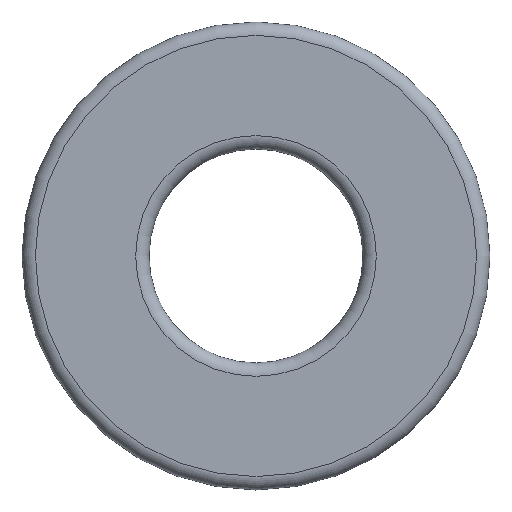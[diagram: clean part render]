
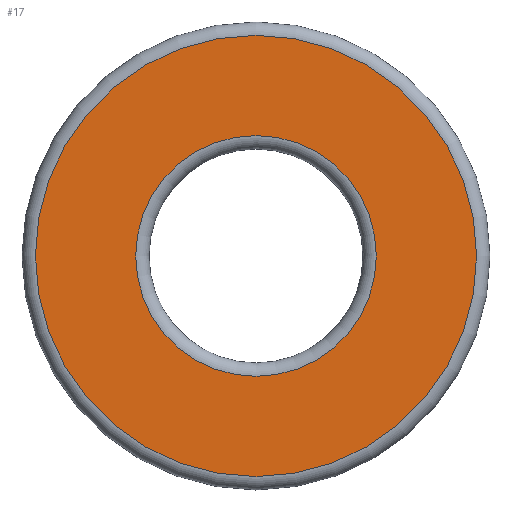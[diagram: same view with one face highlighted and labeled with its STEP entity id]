
A CAD part, top view. The second image highlights one B-rep face of the part: STEP entity #17.
In plain terms, the highlighted planar face has unit normal (0, 0, 1).
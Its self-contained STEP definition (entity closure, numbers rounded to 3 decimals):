
#17 = ADVANCED_FACE('',(#18,#54),#31,.T.);
#18 = FACE_BOUND('',#19,.T.);
#19 = EDGE_LOOP('',(#20));
#20 = ORIENTED_EDGE('',*,*,#21,.T.);
#21 = EDGE_CURVE('',#22,#22,#24,.T.);
#22 = VERTEX_POINT('',#23);
#23 = CARTESIAN_POINT('',(3.3,0.,0.5));
#24 = SURFACE_CURVE('',#25,(#30,#42),.PCURVE_S1.);
#25 = CIRCLE('',#26,3.3);
#26 = AXIS2_PLACEMENT_3D('',#27,#28,#29);
#27 = CARTESIAN_POINT('',(0.,0.,0.5));
#28 = DIRECTION('',(0.,-0.,1.));
#29 = DIRECTION('',(1.,0.,0.));
#30 = PCURVE('',#31,#36);
#31 = PLANE('',#32);
#32 = AXIS2_PLACEMENT_3D('',#33,#34,#35);
#33 = CARTESIAN_POINT('',(0.,0.,0.5));
#34 = DIRECTION('',(0.,0.,1.));
#35 = DIRECTION('',(1.,0.,0.));
#36 = DEFINITIONAL_REPRESENTATION('',(#37),#41);
#37 = CIRCLE('',#38,3.3);
#38 = AXIS2_PLACEMENT_2D('',#39,#40);
#39 = CARTESIAN_POINT('',(0.,0.));
#40 = DIRECTION('',(1.,0.));
#41 = ( GEOMETRIC_REPRESENTATION_CONTEXT(2) 
PARAMETRIC_REPRESENTATION_CONTEXT() REPRESENTATION_CONTEXT('2D SPACE',''
  ) );
#42 = PCURVE('',#43,#48);
#43 = TOROIDAL_SURFACE('',#44,3.3,0.2);
#44 = AXIS2_PLACEMENT_3D('',#45,#46,#47);
#45 = CARTESIAN_POINT('',(0.,0.,0.3));
#46 = DIRECTION('',(0.,0.,1.));
#47 = DIRECTION('',(1.,0.,0.));
#48 = DEFINITIONAL_REPRESENTATION('',(#49),#53);
#49 = LINE('',#50,#51);
#50 = CARTESIAN_POINT('',(0.,1.571));
#51 = VECTOR('',#52,1.);
#52 = DIRECTION('',(1.,0.));
#53 = ( GEOMETRIC_REPRESENTATION_CONTEXT(2) 
PARAMETRIC_REPRESENTATION_CONTEXT() REPRESENTATION_CONTEXT('2D SPACE',''
  ) );
#54 = FACE_BOUND('',#55,.T.);
#55 = EDGE_LOOP('',(#56));
#56 = ORIENTED_EDGE('',*,*,#57,.F.);
#57 = EDGE_CURVE('',#58,#58,#60,.T.);
#58 = VERTEX_POINT('',#59);
#59 = CARTESIAN_POINT('',(1.8,0.,0.5));
#60 = SURFACE_CURVE('',#61,(#66,#73),.PCURVE_S1.);
#61 = CIRCLE('',#62,1.8);
#62 = AXIS2_PLACEMENT_3D('',#63,#64,#65);
#63 = CARTESIAN_POINT('',(0.,0.,0.5));
#64 = DIRECTION('',(0.,-0.,1.));
#65 = DIRECTION('',(1.,0.,0.));
#66 = PCURVE('',#31,#67);
#67 = DEFINITIONAL_REPRESENTATION('',(#68),#72);
#68 = CIRCLE('',#69,1.8);
#69 = AXIS2_PLACEMENT_2D('',#70,#71);
#70 = CARTESIAN_POINT('',(0.,0.));
#71 = DIRECTION('',(1.,0.));
#72 = ( GEOMETRIC_REPRESENTATION_CONTEXT(2) 
PARAMETRIC_REPRESENTATION_CONTEXT() REPRESENTATION_CONTEXT('2D SPACE',''
  ) );
#73 = PCURVE('',#74,#79);
#74 = TOROIDAL_SURFACE('',#75,1.8,0.2);
#75 = AXIS2_PLACEMENT_3D('',#76,#77,#78);
#76 = CARTESIAN_POINT('',(0.,0.,0.3));
#77 = DIRECTION('',(0.,0.,1.));
#78 = DIRECTION('',(1.,0.,0.));
#79 = DEFINITIONAL_REPRESENTATION('',(#80),#84);
#80 = LINE('',#81,#82);
#81 = CARTESIAN_POINT('',(0.,1.571));
#82 = VECTOR('',#83,1.);
#83 = DIRECTION('',(1.,0.));
#84 = ( GEOMETRIC_REPRESENTATION_CONTEXT(2) 
PARAMETRIC_REPRESENTATION_CONTEXT() REPRESENTATION_CONTEXT('2D SPACE',''
  ) );
